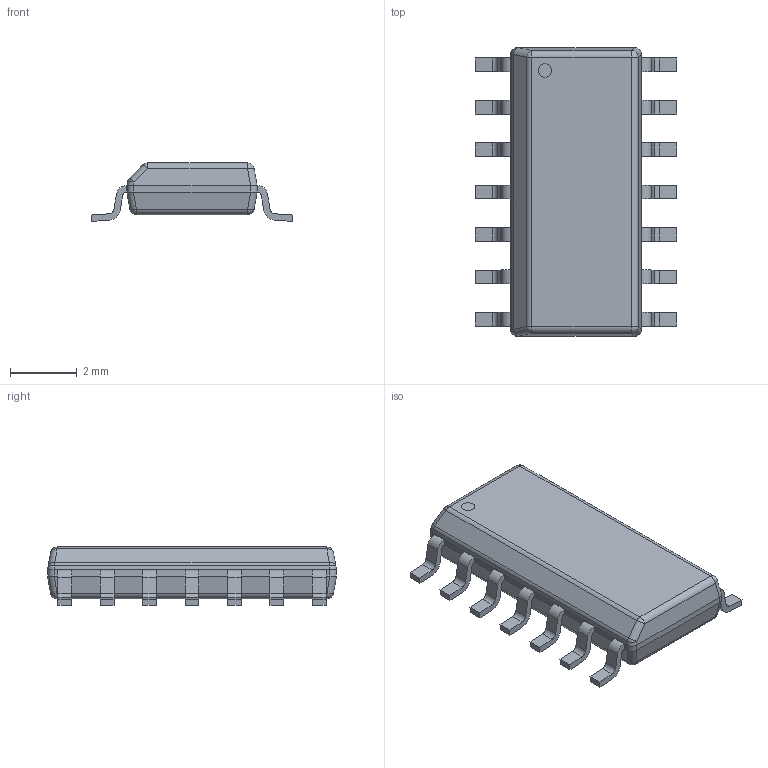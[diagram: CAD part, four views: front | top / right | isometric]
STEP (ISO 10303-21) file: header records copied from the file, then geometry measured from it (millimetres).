
FILE_DESCRIPTION(/* description */ (''),/* implementation_level */ '2;1');
FILE_NAME(/* name */ 'D0014A.step',/* time_stamp */ '2025-08-28T21:10:39+02:00',/* author */ (''),/* organization */ (''),/* preprocessor_version */ 'ST-DEVELOPER v20.1',/* originating_system */ 'Autodesk Translation Framework v14.10.0.0',/* authorisation */ '');
FILE_SCHEMA (('AUTOMOTIVE_DESIGN { 1 0 10303 214 3 1 1 }'));
Length unit declared in the file: millimetre
Products named in the file (3): D0014A_ASM; BODY-SO; LEAD-SO
Assembly tree (15 placements, depth 2):
  D0014A_ASM
    BODY-SO
    LEAD-SO  x14
Bounding box: 6.03 x 8.65 x 1.76 mm (x, y, z)
Volume: 50.9 mm3; surface area: 125.6 mm2
Topology: 16 solids, 16 shells, 255 faces, 623 edges, 400 vertices
Faces by surface type: plane 165, cylinder 80, sphere 10
Full cylindrical faces by diameter (mm): 0.4 x1
Entity records: 2144 total; most frequent: DIRECTION 409, CARTESIAN_POINT 334, ORIENTED_EDGE 310, AXIS2_PLACEMENT_3D 163, EDGE_CURVE 155, VERTEX_POINT 88, LINE 83, VECTOR 83
